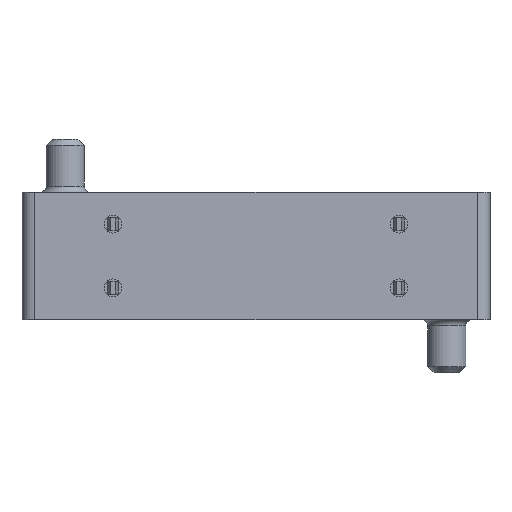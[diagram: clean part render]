
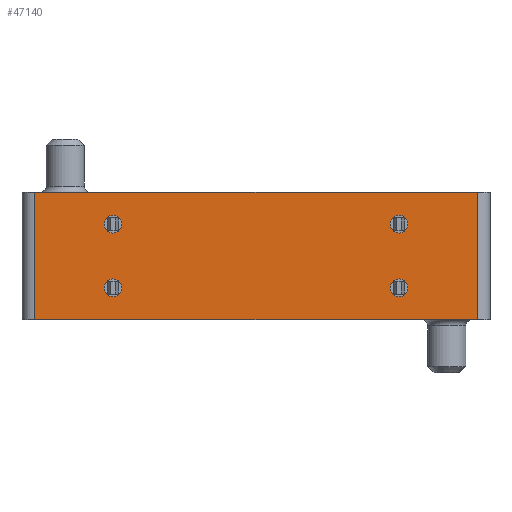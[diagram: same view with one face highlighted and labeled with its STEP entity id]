
A CAD part, front view. The second image highlights one B-rep face of the part: STEP entity #47140.
In plain terms, the highlighted planar face has unit normal (0, -1, 0).
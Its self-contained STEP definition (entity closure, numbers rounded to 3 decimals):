
#33520=CARTESIAN_POINT('',(93.4,21.
   ,5.));
#33530=VERTEX_POINT('',#33520);
#33710=CARTESIAN_POINT('',(93.4,21.
   ,-5.));
#33720=VERTEX_POINT('',#33710);
#33750=CARTESIAN_POINT('',(93.4,21.
   ,0.));
#33760=DIRECTION('',(0.,0.,
   -1.));
#33770=VECTOR('',#33760,1.);
#33780=LINE('',#33750,#33770);
#33790=EDGE_CURVE('',#33530,#33720,#33780,.T.);
#40250=CARTESIAN_POINT('',(58.6,21.
   ,-5.));
#40260=VERTEX_POINT('',#40250);
#40350=CARTESIAN_POINT('',(58.6,21.
   ,5.));
#40360=VERTEX_POINT('',#40350);
#40390=CARTESIAN_POINT('',(58.6,21.
   ,0.));
#40400=DIRECTION('',(0.,0.,
   1.));
#40410=VECTOR('',#40400,1.);
#40420=LINE('',#40390,#40410);
#40430=EDGE_CURVE('',#40260,#40360,#40420,.T.);
#41260=CARTESIAN_POINT('',(87.95,21.
   ,2.5));
#41270=VERTEX_POINT('',#41260);
#41300=CARTESIAN_POINT('',(87.25,21.
   ,2.5));
#41310=DIRECTION('',(0.,-1.,
   0.));
#41320=DIRECTION('',(1.,0.,
   0.));
#41330=AXIS2_PLACEMENT_3D('',#41300,#41310,#41320);
#41340=CIRCLE('',#41330,0.7);
#41350=CARTESIAN_POINT('',(86.55,21.
   ,2.5));
#41360=VERTEX_POINT('',#41350);
#41370=EDGE_CURVE('',#41360,#41270,#41340,.T.);
#43480=CARTESIAN_POINT('',(29.903,21.
   ,5.));
#43490=DIRECTION('',(1.,0.,
   0.));
#43500=VECTOR('',#43490,1.);
#43510=LINE('',#43480,#43500);
#43520=EDGE_CURVE('',#40360,#33530,#43510,.T.);
#46280=CARTESIAN_POINT('',(65.45,21.
   ,2.5));
#46290=VERTEX_POINT('',#46280);
#46320=CARTESIAN_POINT('',(64.75,21.
   ,2.5));
#46330=DIRECTION('',(0.,-1.,
   0.));
#46340=DIRECTION('',(1.,0.,
   0.));
#46350=AXIS2_PLACEMENT_3D('',#46320,#46330,#46340);
#46360=CIRCLE('',#46350,0.7);
#46370=CARTESIAN_POINT('',(64.05,21.
   ,2.5));
#46380=VERTEX_POINT('',#46370);
#46390=EDGE_CURVE('',#46380,#46290,#46360,.T.);
#46580=CARTESIAN_POINT('',(58.6,21.
   ,0.));
#46590=DIRECTION('',(0.,-1.,
   0.));
#46600=DIRECTION('',(-1.,0.,
   0.));
#46610=AXIS2_PLACEMENT_3D('',#46580,#46590,#46600);
#46620=PLANE('',#46610);
#46630=ORIENTED_EDGE('',*,*,#43520,.F.);
#46640=ORIENTED_EDGE('',*,*,#33790,.F.);
#46650=CARTESIAN_POINT('',(29.903,21.
   ,-5.));
#46660=DIRECTION('',(1.,0.,
   0.));
#46670=VECTOR('',#46660,1.);
#46680=LINE('',#46650,#46670);
#46690=EDGE_CURVE('',#40260,#33720,#46680,.T.);
#46700=ORIENTED_EDGE('',*,*,#46690,.T.);
#46710=ORIENTED_EDGE('',*,*,#40430,.F.);
#46720=EDGE_LOOP('',(#46710,#46700,#46640,#46630));
#46730=FACE_OUTER_BOUND('',#46720,.T.);
#46740=EDGE_CURVE('',#41270,#41360,#41340,.T.);
#46750=ORIENTED_EDGE('',*,*,#46740,.F.);
#46760=ORIENTED_EDGE('',*,*,#41370,.F.);
#46770=EDGE_LOOP('',(#46760,#46750));
#46780=FACE_BOUND('',#46770,.T.);
#46790=CARTESIAN_POINT('',(87.25,21.
   ,-2.5));
#46800=DIRECTION('',(0.,-1.,
   0.));
#46810=DIRECTION('',(1.,0.,
   0.));
#46820=AXIS2_PLACEMENT_3D('',#46790,#46800,#46810);
#46830=CIRCLE('',#46820,0.7);
#46840=CARTESIAN_POINT('',(87.95,21.
   ,-2.5));
#46850=VERTEX_POINT('',#46840);
#46860=CARTESIAN_POINT('',(86.55,21.
   ,-2.5));
#46870=VERTEX_POINT('',#46860);
#46880=EDGE_CURVE('',#46850,#46870,#46830,.T.);
#46890=ORIENTED_EDGE('',*,*,#46880,.F.);
#46900=EDGE_CURVE('',#46870,#46850,#46830,.T.);
#46910=ORIENTED_EDGE('',*,*,#46900,.F.);
#46920=EDGE_LOOP('',(#46910,#46890));
#46930=FACE_BOUND('',#46920,.T.);
#46940=CARTESIAN_POINT('',(64.75,21.
   ,-2.5));
#46950=DIRECTION('',(0.,-1.,
   0.));
#46960=DIRECTION('',(1.,0.,
   0.));
#46970=AXIS2_PLACEMENT_3D('',#46940,#46950,#46960);
#46980=CIRCLE('',#46970,0.7);
#46990=CARTESIAN_POINT('',(65.45,21.
   ,-2.5));
#47000=VERTEX_POINT('',#46990);
#47010=CARTESIAN_POINT('',(64.05,21.
   ,-2.5));
#47020=VERTEX_POINT('',#47010);
#47030=EDGE_CURVE('',#47000,#47020,#46980,.T.);
#47040=ORIENTED_EDGE('',*,*,#47030,.F.);
#47050=EDGE_CURVE('',#47020,#47000,#46980,.T.);
#47060=ORIENTED_EDGE('',*,*,#47050,.F.);
#47070=EDGE_LOOP('',(#47060,#47040));
#47080=FACE_BOUND('',#47070,.T.);
#47090=EDGE_CURVE('',#46290,#46380,#46360,.T.);
#47100=ORIENTED_EDGE('',*,*,#47090,.F.);
#47110=ORIENTED_EDGE('',*,*,#46390,.F.);
#47120=EDGE_LOOP('',(#47110,#47100));
#47130=FACE_BOUND('',#47120,.T.);
#47140=ADVANCED_FACE('',(#46730,#46780,#46930,#47080,#47130),#46620,.T.)
   ;
